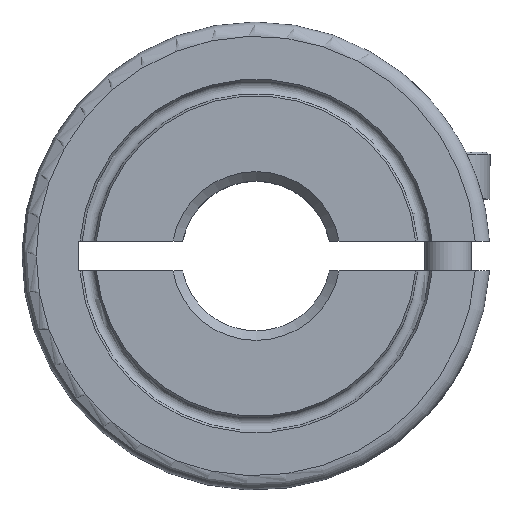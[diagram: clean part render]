
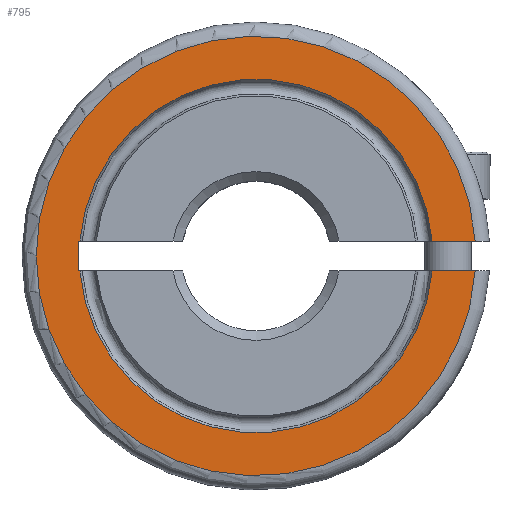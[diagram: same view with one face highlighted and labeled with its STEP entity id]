
A CAD part, top view. The second image highlights one B-rep face of the part: STEP entity #795.
In plain terms, the highlighted planar face has unit normal (0, 0, 1).
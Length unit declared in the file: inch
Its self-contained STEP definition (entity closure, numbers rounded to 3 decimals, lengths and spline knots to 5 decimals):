
#58=PLANE('',#922);
#89=FACE_OUTER_BOUND('',#134,.T.);
#134=EDGE_LOOP('',(#567,#568,#569,#570,#571,#572,#573,#574));
#183=LINE('',#1378,#230);
#184=LINE('',#1382,#231);
#185=LINE('',#1386,#232);
#186=LINE('',#1388,#233);
#187=LINE('',#1390,#234);
#230=VECTOR('',#1040,39.37008);
#231=VECTOR('',#1043,39.37008);
#232=VECTOR('',#1046,39.37008);
#233=VECTOR('',#1047,39.37008);
#234=VECTOR('',#1048,39.37008);
#298=CIRCLE('',#923,0.46213);
#299=CIRCLE('',#924,0.37165);
#300=CIRCLE('',#925,0.37165);
#349=VERTEX_POINT('',#1376);
#350=VERTEX_POINT('',#1377);
#351=VERTEX_POINT('',#1379);
#352=VERTEX_POINT('',#1381);
#353=VERTEX_POINT('',#1383);
#354=VERTEX_POINT('',#1385);
#355=VERTEX_POINT('',#1387);
#356=VERTEX_POINT('',#1389);
#438=EDGE_CURVE('',#349,#350,#183,.T.);
#439=EDGE_CURVE('',#349,#351,#298,.T.);
#440=EDGE_CURVE('',#352,#351,#184,.T.);
#441=EDGE_CURVE('',#353,#352,#299,.T.);
#442=EDGE_CURVE('',#354,#353,#185,.T.);
#443=EDGE_CURVE('',#355,#354,#186,.T.);
#444=EDGE_CURVE('',#356,#355,#187,.T.);
#445=EDGE_CURVE('',#350,#356,#300,.T.);
#567=ORIENTED_EDGE('',*,*,#438,.F.);
#568=ORIENTED_EDGE('',*,*,#439,.T.);
#569=ORIENTED_EDGE('',*,*,#440,.F.);
#570=ORIENTED_EDGE('',*,*,#441,.F.);
#571=ORIENTED_EDGE('',*,*,#442,.F.);
#572=ORIENTED_EDGE('',*,*,#443,.F.);
#573=ORIENTED_EDGE('',*,*,#444,.F.);
#574=ORIENTED_EDGE('',*,*,#445,.F.);
#795=ADVANCED_FACE('',(#89),#58,.T.);
#922=AXIS2_PLACEMENT_3D('',#1375,#1038,#1039);
#923=AXIS2_PLACEMENT_3D('',#1380,#1041,#1042);
#924=AXIS2_PLACEMENT_3D('',#1384,#1044,#1045);
#925=AXIS2_PLACEMENT_3D('',#1391,#1049,#1050);
#1038=DIRECTION('center_axis',(0.,0.,1.));
#1039=DIRECTION('ref_axis',(1.,0.,0.));
#1040=DIRECTION('',(-1.,0.,0.));
#1041=DIRECTION('center_axis',(0.,0.,1.));
#1042=DIRECTION('ref_axis',(1.,0.,0.));
#1043=DIRECTION('',(1.,0.,0.));
#1044=DIRECTION('center_axis',(0.,0.,1.));
#1045=DIRECTION('ref_axis',(1.,0.,0.));
#1046=DIRECTION('',(1.,0.,0.));
#1047=DIRECTION('',(0.,-1.,0.));
#1048=DIRECTION('',(-1.,0.,0.));
#1049=DIRECTION('center_axis',(0.,0.,1.));
#1050=DIRECTION('ref_axis',(1.,0.,0.));
#1375=CARTESIAN_POINT('Origin',(0.,0.,0.11811));
#1376=CARTESIAN_POINT('',(0.46105,0.0315,0.11811));
#1377=CARTESIAN_POINT('',(0.37031,0.0315,0.11811));
#1378=CARTESIAN_POINT('',(0.49213,0.0315,0.11811));
#1379=CARTESIAN_POINT('',(0.46105,-0.0315,0.11811));
#1380=CARTESIAN_POINT('Origin',(0.,0.,0.11811));
#1381=CARTESIAN_POINT('',(0.37031,-0.0315,0.11811));
#1382=CARTESIAN_POINT('',(0.49213,-0.0315,0.11811));
#1383=CARTESIAN_POINT('',(-0.37031,-0.0315,0.11811));
#1384=CARTESIAN_POINT('Origin',(0.,0.,0.11811));
#1385=CARTESIAN_POINT('',(-0.37402,-0.0315,0.11811));
#1386=CARTESIAN_POINT('',(0.49213,-0.0315,0.11811));
#1387=CARTESIAN_POINT('',(-0.37402,0.0315,0.11811));
#1388=CARTESIAN_POINT('',(-0.37402,0.0315,0.11811));
#1389=CARTESIAN_POINT('',(-0.37031,0.0315,0.11811));
#1390=CARTESIAN_POINT('',(0.49213,0.0315,0.11811));
#1391=CARTESIAN_POINT('Origin',(0.,0.,0.11811));
